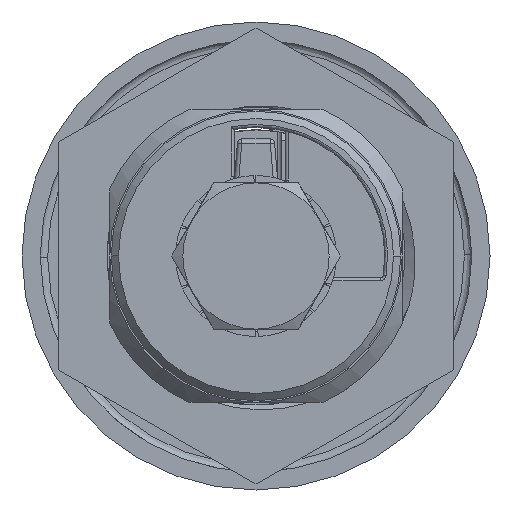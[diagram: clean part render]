
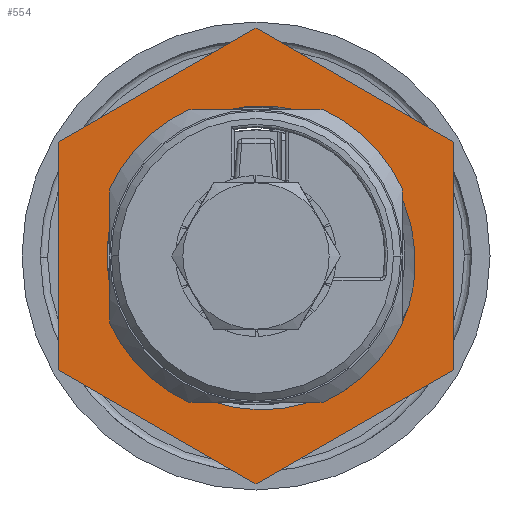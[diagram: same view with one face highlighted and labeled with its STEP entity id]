
A CAD part, left-side view. The second image highlights one B-rep face of the part: STEP entity #554.
In plain terms, the highlighted face is planar.
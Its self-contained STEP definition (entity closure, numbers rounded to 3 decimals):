
#554=ADVANCED_FACE('',(#3612,#3613),#3611,.F.);
#3611=PLANE('',#7928);
#3612=FACE_OUTER_BOUND('',#7929,.T.);
#3613=FACE_BOUND('',#7930,.T.);
#7925=CARTESIAN_POINT('',(18.706,3.8,16.2));
#7926=DIRECTION('',(0.,-1.,0.));
#7927=DIRECTION('',(-1.,0.,0.));
#7928=AXIS2_PLACEMENT_3D('',#7925,#7926,#7927);
#7929=EDGE_LOOP('',(#9970,#9971,#9972,#9973,#9974,#9975));
#7930=EDGE_LOOP('',(#9976,#9977,#9978));
#9970=ORIENTED_EDGE('',*,*,#11169,.T.);
#9971=ORIENTED_EDGE('',*,*,#11196,.T.);
#9972=ORIENTED_EDGE('',*,*,#11197,.T.);
#9973=ORIENTED_EDGE('',*,*,#11198,.T.);
#9974=ORIENTED_EDGE('',*,*,#11199,.T.);
#9975=ORIENTED_EDGE('',*,*,#11171,.T.);
#9976=ORIENTED_EDGE('',*,*,#11190,.T.);
#9977=ORIENTED_EDGE('',*,*,#11183,.T.);
#9978=ORIENTED_EDGE('',*,*,#11200,.T.);
#11169=EDGE_CURVE('',#16446,#16439,#16447,.T.);
#11171=EDGE_CURVE('',#16459,#16446,#16460,.T.);
#11183=EDGE_CURVE('',#16542,#16535,#16543,.T.);
#11190=EDGE_CURVE('',#16588,#16542,#16589,.T.);
#11196=EDGE_CURVE('',#16439,#16629,#16630,.T.);
#11197=EDGE_CURVE('',#16629,#16636,#16637,.T.);
#11198=EDGE_CURVE('',#16636,#16643,#16644,.T.);
#11199=EDGE_CURVE('',#16643,#16459,#16650,.T.);
#11200=EDGE_CURVE('',#16535,#16588,#16656,.T.);
#16439=VERTEX_POINT('',#21697);
#16446=VERTEX_POINT('',#21701);
#16447=LINE('',#21702,#21703);
#16459=VERTEX_POINT('',#21708);
#16460=LINE('',#21709,#21710);
#16535=VERTEX_POINT('',#21834);
#16542=VERTEX_POINT('',#21864);
#16543=(BOUNDED_CURVE() B_SPLINE_CURVE(3,(#21865,#21866,#21867,#21868,#21869,#21870,#21871,#21872,#21873,#21874,#21875,#21876,#21877,#21878,#21879,#21880,#21881),.UNSPECIFIED.,.F.,.F.) B_SPLINE_CURVE_WITH_KNOTS((4,1,1,1,1,1,1,1,1,1,1,1,1,1,4),(0.,0.071,0.143,0.214,0.286,0.357,0.429,0.5,0.571,0.643,0.714,0.786,0.857,0.929,1.),.UNSPECIFIED.) CURVE() GEOMETRIC_REPRESENTATION_ITEM() RATIONAL_B_SPLINE_CURVE((1.,1.,1.,1.,1.,1.,1.,1.,1.,1.,1.,1.,1.,1.,1.,1.,1.)) REPRESENTATION_ITEM('') );
#16588=VERTEX_POINT('',#22016);
#16589=(BOUNDED_CURVE() B_SPLINE_CURVE(3,(#22017,#22018,#22019,#22020,#22021,#22022,#22023,#22024,#22025,#22026,#22027,#22028,#22029,#22030,#22031,#22032,#22033,#22034),.UNSPECIFIED.,.F.,.F.) B_SPLINE_CURVE_WITH_KNOTS((4,1,1,1,1,1,1,1,1,1,1,1,1,1,1,4),(0.,0.067,0.133,0.2,0.267,0.333,0.4,0.467,0.533,0.6,0.667,0.733,0.8,0.867,0.933,1.),.UNSPECIFIED.) CURVE() GEOMETRIC_REPRESENTATION_ITEM() RATIONAL_B_SPLINE_CURVE((1.,1.,1.,1.,1.,1.,1.,1.,1.,1.,1.,1.,1.,1.,1.,1.,1.,1.)) REPRESENTATION_ITEM('') );
#16629=VERTEX_POINT('',#22110);
#16630=LINE('',#22111,#22112);
#16636=VERTEX_POINT('',#22114);
#16637=LINE('',#22115,#22116);
#16643=VERTEX_POINT('',#22118);
#16644=LINE('',#22119,#22120);
#16650=LINE('',#22122,#22123);
#16656=CIRCLE('',#22128,10.188);
#21697=CARTESIAN_POINT('',(-7.794,3.8,-13.5));
#21701=CARTESIAN_POINT('',(7.794,3.8,-13.5));
#21702=CARTESIAN_POINT('',(7.794,3.8,-13.5));
#21703=VECTOR('',#21704,15.588);
#21704=DIRECTION('',(-1.,0.,0.));
#21708=CARTESIAN_POINT('',(15.588,3.8,0.));
#21709=CARTESIAN_POINT('',(15.588,3.8,0.));
#21710=VECTOR('',#21711,15.588);
#21711=DIRECTION('',(-0.5,0.,-0.866));
#21834=CARTESIAN_POINT('',(6.817,3.8,7.571));
#21864=CARTESIAN_POINT('',(3.399,3.8,-10.462));
#21865=CARTESIAN_POINT('',(3.399,3.8,-10.462));
#21866=CARTESIAN_POINT('',(3.911,3.8,-10.275));
#21867=CARTESIAN_POINT('',(4.894,3.8,-9.832));
#21868=CARTESIAN_POINT('',(6.267,3.8,-8.949));
#21869=CARTESIAN_POINT('',(7.475,3.8,-7.888));
#21870=CARTESIAN_POINT('',(8.521,3.8,-6.653));
#21871=CARTESIAN_POINT('',(9.367,3.8,-5.278));
#21872=CARTESIAN_POINT('',(9.99,3.8,-3.816));
#21873=CARTESIAN_POINT('',(10.392,3.8,-2.265));
#21874=CARTESIAN_POINT('',(10.555,3.8,-0.682));
#21875=CARTESIAN_POINT('',(10.482,3.8,0.888));
#21876=CARTESIAN_POINT('',(10.172,3.8,2.442));
#21877=CARTESIAN_POINT('',(9.638,3.8,3.913));
#21878=CARTESIAN_POINT('',(8.895,3.8,5.281));
#21879=CARTESIAN_POINT('',(7.947,3.8,6.529));
#21880=CARTESIAN_POINT('',(7.213,3.8,7.241));
#21881=CARTESIAN_POINT('',(6.817,3.8,7.571));
#22016=CARTESIAN_POINT('',(-9.965,3.8,2.118));
#22017=CARTESIAN_POINT('',(-9.965,3.8,2.118));
#22018=CARTESIAN_POINT('',(-10.083,3.8,1.652));
#22019=CARTESIAN_POINT('',(-10.252,3.8,0.712));
#22020=CARTESIAN_POINT('',(-10.305,3.8,-0.75));
#22021=CARTESIAN_POINT('',(-10.152,3.8,-2.191));
#22022=CARTESIAN_POINT('',(-9.798,3.8,-3.607));
#22023=CARTESIAN_POINT('',(-9.241,3.8,-4.976));
#22024=CARTESIAN_POINT('',(-8.504,3.8,-6.242));
#22025=CARTESIAN_POINT('',(-7.59,3.8,-7.405));
#22026=CARTESIAN_POINT('',(-6.51,3.8,-8.439));
#22027=CARTESIAN_POINT('',(-5.307,3.8,-9.304));
#22028=CARTESIAN_POINT('',(-3.984,3.8,-10.002));
#22029=CARTESIAN_POINT('',(-2.562,3.8,-10.513));
#22030=CARTESIAN_POINT('',(-1.095,3.8,-10.819));
#22031=CARTESIAN_POINT('',(0.413,3.8,-10.92));
#22032=CARTESIAN_POINT('',(1.923,3.8,-10.811));
#22033=CARTESIAN_POINT('',(2.909,3.8,-10.602));
#22034=CARTESIAN_POINT('',(3.399,3.8,-10.462));
#22110=CARTESIAN_POINT('',(-15.588,3.8,0.));
#22111=CARTESIAN_POINT('',(-7.794,3.8,-13.5));
#22112=VECTOR('',#22113,15.588);
#22113=DIRECTION('',(-0.5,0.,0.866));
#22114=CARTESIAN_POINT('',(-7.794,3.8,13.5));
#22115=CARTESIAN_POINT('',(-15.588,3.8,0.));
#22116=VECTOR('',#22117,15.588);
#22117=DIRECTION('',(0.5,0.,0.866));
#22118=CARTESIAN_POINT('',(7.794,3.8,13.5));
#22119=CARTESIAN_POINT('',(-7.794,3.8,13.5));
#22120=VECTOR('',#22121,15.588);
#22121=DIRECTION('',(1.,0.,0.));
#22122=CARTESIAN_POINT('',(7.794,3.8,13.5));
#22123=VECTOR('',#22124,15.588);
#22124=DIRECTION('',(0.5,0.,-0.866));
#22125=CARTESIAN_POINT('',(0.,3.8,0.));
#22126=DIRECTION('',(0.,-1.,0.));
#22127=DIRECTION('',(-0.669,0.,-0.743));
#22128=AXIS2_PLACEMENT_3D('',#22125,#22126,#22127);
